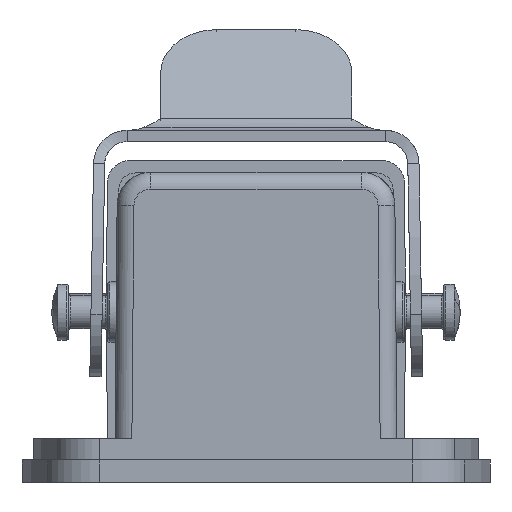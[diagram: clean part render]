
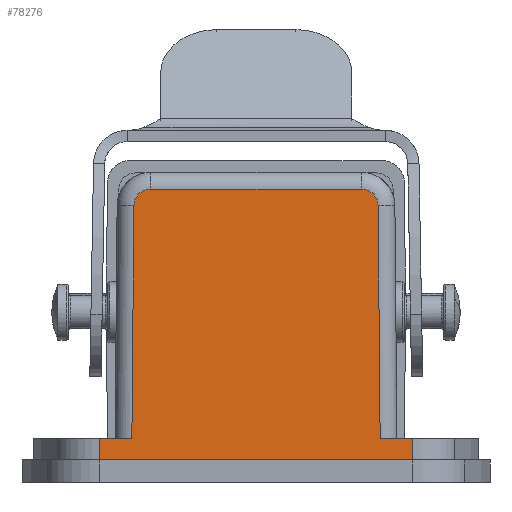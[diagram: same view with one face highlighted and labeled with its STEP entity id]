
A CAD part, left-side view. The second image highlights one B-rep face of the part: STEP entity #78276.
In plain terms, the highlighted planar face has unit normal (-1, 0, 0).
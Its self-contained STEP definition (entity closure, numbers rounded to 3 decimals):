
#78085=AXIS2_PLACEMENT_3D('Circle Axis2P3D',#78083,#78084,$) ;
#78186=AXIS2_PLACEMENT_3D('Circle Axis2P3D',#78184,#78185,$) ;
#78199=AXIS2_PLACEMENT_3D('Plane Axis2P3D',#78196,#78197,#78198) ;
#77504=CARTESIAN_POINT('Vertex',(1.,30.408,26.2)) ;
#77507=CARTESIAN_POINT('Line Origine',(1.,21.,26.2)) ;
#77511=CARTESIAN_POINT('Vertex',(1.,11.592,26.2)) ;
#78083=CARTESIAN_POINT('Axis2P3D Location',(1.,11.592,24.7)) ;
#78087=CARTESIAN_POINT('Vertex',(1.,10.092,24.713)) ;
#78181=CARTESIAN_POINT('Vertex',(1.,31.908,24.713)) ;
#78184=CARTESIAN_POINT('Axis2P3D Location',(1.,30.408,24.7)) ;
#78196=CARTESIAN_POINT('Axis2P3D Location',(1.,21.,15.2)) ;
#78201=CARTESIAN_POINT('Line Origine',(1.,21.,2.)) ;
#78205=CARTESIAN_POINT('Vertex',(1.,7.,2.)) ;
#78207=CARTESIAN_POINT('Vertex',(1.,35.,2.)) ;
#78210=CARTESIAN_POINT('Line Origine',(1.,7.,2.95)) ;
#78214=CARTESIAN_POINT('Vertex',(1.,7.,3.9)) ;
#78217=CARTESIAN_POINT('Line Origine',(1.,7.705,3.9)) ;
#78221=CARTESIAN_POINT('Vertex',(1.,8.41,3.9)) ;
#78224=CARTESIAN_POINT('Line Origine',(1.,9.161,3.9)) ;
#78228=CARTESIAN_POINT('Vertex',(1.,9.911,3.9)) ;
#78231=CARTESIAN_POINT('Line Origine',(1.,10.001,14.307)) ;
#78236=CARTESIAN_POINT('Line Origine',(1.,31.999,14.307)) ;
#78240=CARTESIAN_POINT('Vertex',(1.,32.089,3.9)) ;
#78243=CARTESIAN_POINT('Line Origine',(1.,32.839,3.9)) ;
#78247=CARTESIAN_POINT('Vertex',(1.,33.59,3.9)) ;
#78250=CARTESIAN_POINT('Line Origine',(1.,34.295,3.9)) ;
#78254=CARTESIAN_POINT('Vertex',(1.,35.,3.9)) ;
#78257=CARTESIAN_POINT('Line Origine',(1.,35.,2.95)) ;
#77508=DIRECTION('Vector Direction',(0.,1.,0.)) ;
#78084=DIRECTION('Axis2P3D Direction',(1.,0.,0.)) ;
#78185=DIRECTION('Axis2P3D Direction',(1.,0.,0.)) ;
#78197=DIRECTION('Axis2P3D Direction',(1.,0.,0.)) ;
#78198=DIRECTION('Axis2P3D XDirection',(0.,1.,0.)) ;
#78202=DIRECTION('Vector Direction',(0.,-1.,0.)) ;
#78211=DIRECTION('Vector Direction',(0.,0.,-1.)) ;
#78218=DIRECTION('Vector Direction',(0.,-1.,0.)) ;
#78225=DIRECTION('Vector Direction',(0.,1.,0.)) ;
#78232=DIRECTION('Vector Direction',(0.,-0.009,-1.)) ;
#78237=DIRECTION('Vector Direction',(0.,-0.009,1.)) ;
#78244=DIRECTION('Vector Direction',(0.,1.,0.)) ;
#78251=DIRECTION('Vector Direction',(0.,-1.,0.)) ;
#78258=DIRECTION('Vector Direction',(0.,0.,-1.)) ;
#77509=VECTOR('Line Direction',#77508,1.) ;
#78203=VECTOR('Line Direction',#78202,1.) ;
#78212=VECTOR('Line Direction',#78211,1.) ;
#78219=VECTOR('Line Direction',#78218,1.) ;
#78226=VECTOR('Line Direction',#78225,1.) ;
#78233=VECTOR('Line Direction',#78232,1.) ;
#78238=VECTOR('Line Direction',#78237,1.) ;
#78245=VECTOR('Line Direction',#78244,1.) ;
#78252=VECTOR('Line Direction',#78251,1.) ;
#78259=VECTOR('Line Direction',#78258,1.) ;
#78263=ORIENTED_EDGE('',*,*,#78209,.F.) ;
#78264=ORIENTED_EDGE('',*,*,#78216,.F.) ;
#78265=ORIENTED_EDGE('',*,*,#78223,.T.) ;
#78266=ORIENTED_EDGE('',*,*,#78230,.F.) ;
#78267=ORIENTED_EDGE('',*,*,#78235,.F.) ;
#78268=ORIENTED_EDGE('',*,*,#78089,.F.) ;
#78269=ORIENTED_EDGE('',*,*,#77513,.F.) ;
#78270=ORIENTED_EDGE('',*,*,#78188,.F.) ;
#78271=ORIENTED_EDGE('',*,*,#78242,.F.) ;
#78272=ORIENTED_EDGE('',*,*,#78249,.F.) ;
#78273=ORIENTED_EDGE('',*,*,#78256,.T.) ;
#78274=ORIENTED_EDGE('',*,*,#78261,.T.) ;
#78276=ADVANCED_FACE('Hauptk\X2\00F6\X0\rper',(#78275),#78200,.F.) ;
#78086=CIRCLE('generated circle',#78085,1.5) ;
#78187=CIRCLE('generated circle',#78186,1.5) ;
#77513=EDGE_CURVE('',#77505,#77512,#77510,.F.) ;
#78089=EDGE_CURVE('',#77512,#78088,#78086,.T.) ;
#78188=EDGE_CURVE('',#78182,#77505,#78187,.T.) ;
#78209=EDGE_CURVE('',#78206,#78208,#78204,.F.) ;
#78216=EDGE_CURVE('',#78215,#78206,#78213,.T.) ;
#78223=EDGE_CURVE('',#78215,#78222,#78220,.F.) ;
#78230=EDGE_CURVE('',#78229,#78222,#78227,.F.) ;
#78235=EDGE_CURVE('',#78088,#78229,#78234,.T.) ;
#78242=EDGE_CURVE('',#78241,#78182,#78239,.T.) ;
#78249=EDGE_CURVE('',#78248,#78241,#78246,.F.) ;
#78256=EDGE_CURVE('',#78248,#78255,#78253,.F.) ;
#78261=EDGE_CURVE('',#78255,#78208,#78260,.T.) ;
#78262=EDGE_LOOP('',(#78263,#78264,#78265,#78266,#78267,#78268,#78269,#78270,#78271,#78272,#78273,#78274)) ;
#78275=FACE_OUTER_BOUND('',#78262,.T.) ;
#77510=LINE('Line',#77507,#77509) ;
#78204=LINE('Line',#78201,#78203) ;
#78213=LINE('Line',#78210,#78212) ;
#78220=LINE('Line',#78217,#78219) ;
#78227=LINE('Line',#78224,#78226) ;
#78234=LINE('Line',#78231,#78233) ;
#78239=LINE('Line',#78236,#78238) ;
#78246=LINE('Line',#78243,#78245) ;
#78253=LINE('Line',#78250,#78252) ;
#78260=LINE('Line',#78257,#78259) ;
#78200=PLANE('',#78199) ;
#77505=VERTEX_POINT('',#77504) ;
#77512=VERTEX_POINT('',#77511) ;
#78088=VERTEX_POINT('',#78087) ;
#78182=VERTEX_POINT('',#78181) ;
#78206=VERTEX_POINT('',#78205) ;
#78208=VERTEX_POINT('',#78207) ;
#78215=VERTEX_POINT('',#78214) ;
#78222=VERTEX_POINT('',#78221) ;
#78229=VERTEX_POINT('',#78228) ;
#78241=VERTEX_POINT('',#78240) ;
#78248=VERTEX_POINT('',#78247) ;
#78255=VERTEX_POINT('',#78254) ;
